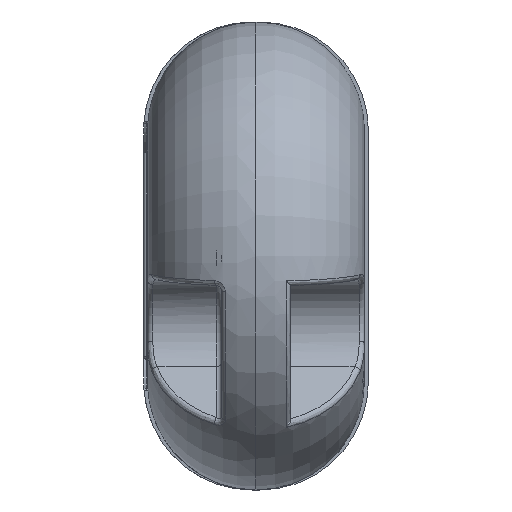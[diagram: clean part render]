
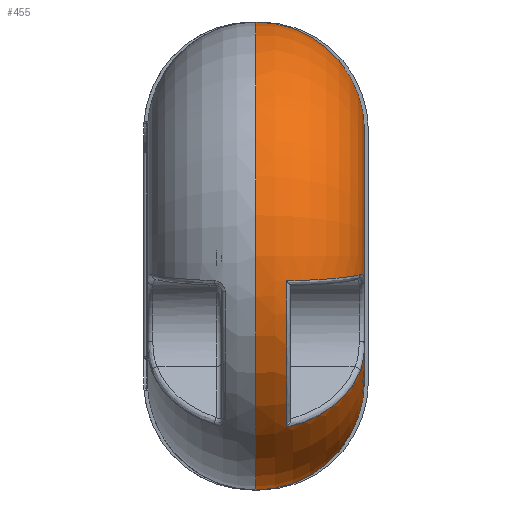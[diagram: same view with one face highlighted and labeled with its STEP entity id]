
A CAD part, left-side view. The second image highlights one B-rep face of the part: STEP entity #455.
In plain terms, the highlighted toroidal (fillet/blend) face has major radius 4.75 mm and minor radius 4.1 mm.
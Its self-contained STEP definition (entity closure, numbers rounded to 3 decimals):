
#81 = EDGE_CURVE ( 'NONE', #9124, #10596, #6551, .T. ) ;
#115 = CARTESIAN_POINT ( 'NONE',  ( -3.482, 4.1, 3.476 ) ) ;
#143 = CIRCLE ( 'NONE', #6358, 4.75 ) ;
#268 = VERTEX_POINT ( 'NONE', #10926 ) ;
#385 = CARTESIAN_POINT ( 'NONE',  ( -8.632, 1.156, 0.942 ) ) ;
#455 = ADVANCED_FACE ( 'NONE', ( #7441 ), #9493, .T. ) ;
#571 = VERTEX_POINT ( 'NONE', #6716 ) ;
#685 = ORIENTED_EDGE ( 'NONE', *, *, #2448, .T. ) ;
#769 = VERTEX_POINT ( 'NONE', #9317 ) ;
#774 = CARTESIAN_POINT ( 'NONE',  ( -4.382, 3.708, 4.845 ) ) ;
#841 = DIRECTION ( 'NONE',  ( 0., 0., 1. ) ) ;
#906 = CARTESIAN_POINT ( 'NONE',  ( -8.535, 1.488, 0.934 ) ) ;
#992 = CARTESIAN_POINT ( 'NONE',  ( -3.548, 4.089, 3.668 ) ) ;
#1403 = CARTESIAN_POINT ( 'NONE',  ( -5.649, 3.996, 0.69 ) ) ;
#1442 = B_SPLINE_CURVE_WITH_KNOTS ( 'NONE', 3,
 ( #9441, #4265, #774, #6846, #1645, #7733, #2545, #8613, #3431, #9485 ),
 .UNSPECIFIED., .F., .F.,
 ( 4, 2, 2, 2, 4 ),
 ( 0., 0.001, 0.002, 0.003, 0.004 ),
 .UNSPECIFIED. ) ;
#1593 = ORIENTED_EDGE ( 'NONE', *, *, #1714, .T. ) ;
#1640 = CARTESIAN_POINT ( 'NONE',  ( 0., 0., 4.75 ) ) ;
#1645 = CARTESIAN_POINT ( 'NONE',  ( -4.94, 3.15, 5.504 ) ) ;
#1714 = EDGE_CURVE ( 'NONE', #7925, #10625, #3287, .T. ) ;
#1780 = CARTESIAN_POINT ( 'NONE',  ( -8.048, 2.393, 0.893 ) ) ;
#1858 = CARTESIAN_POINT ( 'NONE',  ( -3.837, 3.996, 4.203 ) ) ;
#2103 = VERTEX_POINT ( 'NONE', #4616 ) ;
#2244 = CARTESIAN_POINT ( 'NONE',  ( 0., 0., 0. ) ) ;
#2265 = DIRECTION ( 'NONE',  ( 0., 1., 0. ) ) ;
#2299 = CARTESIAN_POINT ( 'NONE',  ( 0., 0., -8.85 ) ) ;
#2444 = CARTESIAN_POINT ( 'NONE',  ( 0., 0., -4.75 ) ) ;
#2448 = EDGE_CURVE ( 'NONE', #4230, #571, #5017, .T. ) ;
#2538 = DIRECTION ( 'NONE',  ( 0., 0., 1. ) ) ;
#2545 = CARTESIAN_POINT ( 'NONE',  ( -5.391, 2.399, 6.036 ) ) ;
#2561 = DIRECTION ( 'NONE',  ( 0., -1., 0. ) ) ;
#2672 = CARTESIAN_POINT ( 'NONE',  ( -7.356, 3.144, 0.834 ) ) ;
#2687 = EDGE_CURVE ( 'NONE', #769, #2891, #9760, .T. ) ;
#2891 = VERTEX_POINT ( 'NONE', #6076 ) ;
#3062 = CARTESIAN_POINT ( 'NONE',  ( -3.441, 4.1, 3.274 ) ) ;
#3137 = DIRECTION ( 'NONE',  ( 0., 0., 1. ) ) ;
#3143 = CIRCLE ( 'NONE', #6733, 4.1 ) ;
#3158 = DIRECTION ( 'NONE',  ( 0., 0., 1. ) ) ;
#3287 = B_SPLINE_CURVE_WITH_KNOTS ( 'NONE', 3,
 ( #6988, #906, #9575, #1780, #7867, #2672, #8743, #3559, #9612, #4435 ),
 .UNSPECIFIED., .F., .F.,
 ( 4, 2, 2, 2, 4 ),
 ( 0., 0.001, 0.002, 0.003, 0.004 ),
 .UNSPECIFIED. ) ;
#3332 = DIRECTION ( 'NONE',  ( 0., 0., -1. ) ) ;
#3368 = CARTESIAN_POINT ( 'NONE',  ( -5.846, 3.939, 0.706 ) ) ;
#3431 = CARTESIAN_POINT ( 'NONE',  ( -5.71, 1.488, 6.412 ) ) ;
#3559 = CARTESIAN_POINT ( 'NONE',  ( -6.49, 3.707, 0.761 ) ) ;
#3673 = ORIENTED_EDGE ( 'NONE', *, *, #10662, .F. ) ;
#3915 = EDGE_LOOP ( 'NONE', ( #3673, #5012, #7081, #10149, #1593, #10161, #10210, #5787, #685, #10698 ) ) ;
#4048 = CARTESIAN_POINT ( 'NONE',  ( -5.45, 4.037, 0.697 ) ) ;
#4230 = VERTEX_POINT ( 'NONE', #2299 ) ;
#4265 = CARTESIAN_POINT ( 'NONE',  ( -4.18, 3.843, 4.607 ) ) ;
#4373 = EDGE_CURVE ( 'NONE', #571, #2103, #7247, .T. ) ;
#4435 = CARTESIAN_POINT ( 'NONE',  ( -5.846, 3.939, 0.706 ) ) ;
#4571 = EDGE_CURVE ( 'NONE', #10596, #268, #1442, .T. ) ;
#4616 = CARTESIAN_POINT ( 'NONE',  ( 0., 4.1, 4.75 ) ) ;
#4827 = AXIS2_PLACEMENT_3D ( 'NONE', #7467, #2265, #3158 ) ;
#4839 = CARTESIAN_POINT ( 'NONE',  ( -5.846, 3.939, 0.706 ) ) ;
#4923 = CARTESIAN_POINT ( 'NONE',  ( -4.851, 4.1, 0.821 ) ) ;
#5012 = ORIENTED_EDGE ( 'NONE', *, *, #81, .T. ) ;
#5017 = CIRCLE ( 'NONE', #5157, 8.85 ) ;
#5075 = CARTESIAN_POINT ( 'NONE',  ( -3.965, 3.939, 4.354 ) ) ;
#5152 = DIRECTION ( 'NONE',  ( 0., 1., 0. ) ) ;
#5157 = AXIS2_PLACEMENT_3D ( 'NONE', #2244, #8333, #3137 ) ;
#5165 = CIRCLE ( 'NONE', #9310, 8.684 ) ;
#5732 = EDGE_CURVE ( 'NONE', #4230, #769, #3143, .T. ) ;
#5787 = ORIENTED_EDGE ( 'NONE', *, *, #5732, .F. ) ;
#6041 = DIRECTION ( 'NONE',  ( 0., 1., 0. ) ) ;
#6076 = CARTESIAN_POINT ( 'NONE',  ( -4.663, 4.1, 0.905 ) ) ;
#6358 = AXIS2_PLACEMENT_3D ( 'NONE', #11276, #6041, #841 ) ;
#6551 = B_SPLINE_CURVE_WITH_KNOTS ( 'NONE', 3,
 ( #3062, #115, #992, #7066, #1858, #7947 ),
 .UNSPECIFIED., .F., .F.,
 ( 4, 2, 4 ),
 ( 0., 0.001, 0.001 ),
 .UNSPECIFIED. ) ;
#6716 = CARTESIAN_POINT ( 'NONE',  ( 0., 0., 8.85 ) ) ;
#6733 = AXIS2_PLACEMENT_3D ( 'NONE', #2444, #8514, #3332 ) ;
#6846 = CARTESIAN_POINT ( 'NONE',  ( -4.761, 3.364, 5.293 ) ) ;
#6858 = B_SPLINE_CURVE_WITH_KNOTS ( 'NONE', 3,
 ( #4839, #1403, #4048, #10128, #4923, #11003 ),
 .UNSPECIFIED., .F., .F.,
 ( 4, 2, 4 ),
 ( 0., 0.001, 0.001 ),
 .UNSPECIFIED. ) ;
#6988 = CARTESIAN_POINT ( 'NONE',  ( -8.632, 1.156, 0.942 ) ) ;
#7066 = CARTESIAN_POINT ( 'NONE',  ( -3.726, 4.037, 4.034 ) ) ;
#7081 = ORIENTED_EDGE ( 'NONE', *, *, #4571, .T. ) ;
#7247 = CIRCLE ( 'NONE', #10574, 4.1 ) ;
#7441 = FACE_OUTER_BOUND ( 'NONE', #3915, .T. ) ;
#7467 = CARTESIAN_POINT ( 'NONE',  ( 0., 0., 0. ) ) ;
#7601 = EDGE_CURVE ( 'NONE', #268, #7925, #5165, .T. ) ;
#7723 = DIRECTION ( 'NONE',  ( -1., 0., 0. ) ) ;
#7733 = CARTESIAN_POINT ( 'NONE',  ( -5.254, 2.669, 5.874 ) ) ;
#7749 = CARTESIAN_POINT ( 'NONE',  ( 0., 1.156, 0. ) ) ;
#7867 = CARTESIAN_POINT ( 'NONE',  ( -7.837, 2.663, 0.875 ) ) ;
#7925 = VERTEX_POINT ( 'NONE', #385 ) ;
#7947 = CARTESIAN_POINT ( 'NONE',  ( -3.965, 3.939, 4.354 ) ) ;
#8333 = DIRECTION ( 'NONE',  ( 0., 1., 0. ) ) ;
#8514 = DIRECTION ( 'NONE',  ( 1., 0., 0. ) ) ;
#8613 = CARTESIAN_POINT ( 'NONE',  ( -5.62, 1.806, 6.306 ) ) ;
#8629 = DIRECTION ( 'NONE',  ( 0., 0., -1. ) ) ;
#8743 = CARTESIAN_POINT ( 'NONE',  ( -7.081, 3.358, 0.811 ) ) ;
#9124 = VERTEX_POINT ( 'NONE', #10648 ) ;
#9310 = AXIS2_PLACEMENT_3D ( 'NONE', #7749, #2561, #8629 ) ;
#9317 = CARTESIAN_POINT ( 'NONE',  ( 0., 4.1, -4.75 ) ) ;
#9441 = CARTESIAN_POINT ( 'NONE',  ( -3.965, 3.939, 4.354 ) ) ;
#9485 = CARTESIAN_POINT ( 'NONE',  ( -5.773, 1.156, 6.487 ) ) ;
#9493 = TOROIDAL_SURFACE ( 'NONE', #4827, 4.75, 4.1 ) ;
#9575 = CARTESIAN_POINT ( 'NONE',  ( -8.399, 1.801, 0.923 ) ) ;
#9612 = CARTESIAN_POINT ( 'NONE',  ( -6.177, 3.843, 0.735 ) ) ;
#9760 = CIRCLE ( 'NONE', #10413, 4.75 ) ;
#10128 = CARTESIAN_POINT ( 'NONE',  ( -5.049, 4.089, 0.763 ) ) ;
#10149 = ORIENTED_EDGE ( 'NONE', *, *, #7601, .T. ) ;
#10161 = ORIENTED_EDGE ( 'NONE', *, *, #10910, .T. ) ;
#10210 = ORIENTED_EDGE ( 'NONE', *, *, #2687, .F. ) ;
#10367 = CARTESIAN_POINT ( 'NONE',  ( 0., 4.1, 0. ) ) ;
#10413 = AXIS2_PLACEMENT_3D ( 'NONE', #10367, #5152, #11234 ) ;
#10574 = AXIS2_PLACEMENT_3D ( 'NONE', #1640, #7723, #2538 ) ;
#10596 = VERTEX_POINT ( 'NONE', #5075 ) ;
#10625 = VERTEX_POINT ( 'NONE', #3368 ) ;
#10648 = CARTESIAN_POINT ( 'NONE',  ( -3.441, 4.1, 3.274 ) ) ;
#10662 = EDGE_CURVE ( 'NONE', #9124, #2103, #143, .T. ) ;
#10698 = ORIENTED_EDGE ( 'NONE', *, *, #4373, .T. ) ;
#10910 = EDGE_CURVE ( 'NONE', #10625, #2891, #6858, .T. ) ;
#10926 = CARTESIAN_POINT ( 'NONE',  ( -5.773, 1.156, 6.487 ) ) ;
#11003 = CARTESIAN_POINT ( 'NONE',  ( -4.663, 4.1, 0.905 ) ) ;
#11234 = DIRECTION ( 'NONE',  ( 0., 0., 1. ) ) ;
#11276 = CARTESIAN_POINT ( 'NONE',  ( 0., 4.1, 0. ) ) ;
